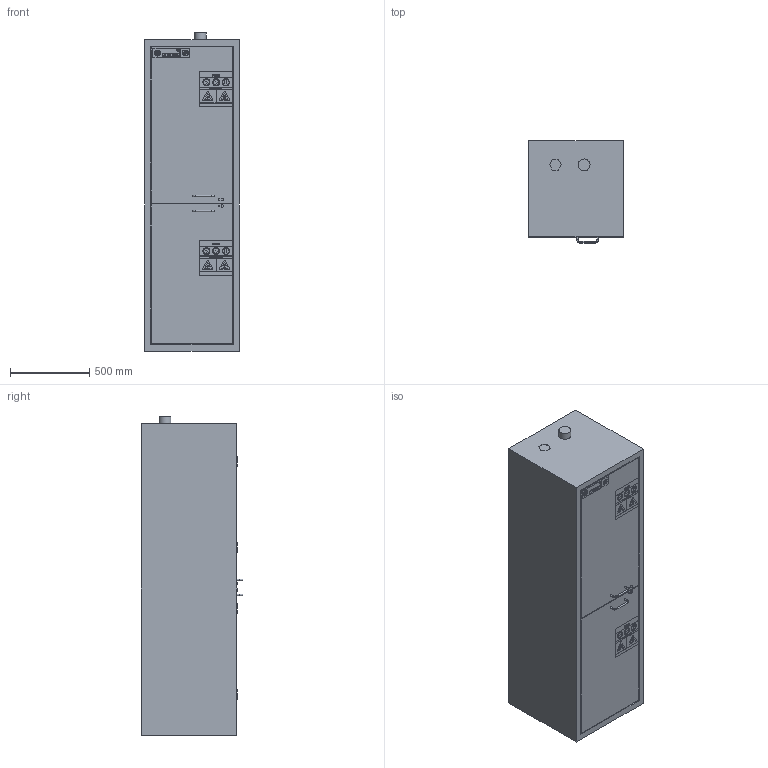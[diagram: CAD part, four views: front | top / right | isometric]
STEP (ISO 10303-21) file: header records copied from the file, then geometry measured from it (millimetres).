
FILE_DESCRIPTION(/* description */ (''),/* implementation_level */ '2;1');
FILE_NAME(/* name */ 'SL.196.060.MH_30612-001-30614_CD.stp',/* time_stamp */ '2017-05-03T10:18:48+02:00',/* author */ ('pproduktmanagement'),/* organization */ (''),/* preprocessor_version */ 'ST-DEVELOPER v16.5',/* originating_system */ 'Autodesk Inventor 2017',/* authorisation */ '');
FILE_SCHEMA (('AUTOMOTIVE_DESIGN { 1 0 10303 214 3 1 1 }'));
Length unit declared in the file: millimetre
Products named in the file (2): SL.196.060.MH_alles verbaut; SL.196.060.MH_30612-001-30614_CD
Assembly tree (1 placements, depth 2):
  SL.196.060.MH_alles verbaut
    SL.196.060.MH_30612-001-30614_CD
Bounding box: 597.76 x 642 x 2009.63 mm (x, y, z)
Volume: 244302018.7 mm3; surface area: 16359632.2 mm2
Topology: 21 solids, 21 shells, 1340 faces, 3358 edges, 2208 vertices
Faces by surface type: plane 999, bspline 255, cylinder 82, torus 4
Full cylindrical faces by diameter (mm): 10 x6, 11.65 x2, 33.8 x1, 37.8 x1, 40 x2, 45 x6, 75 x1
Entity records: 42813 total; most frequent: CARTESIAN_POINT 10971, ORIENTED_EDGE 6694, DIRECTION 5165, EDGE_CURVE 3335, LINE 2661, VECTOR 2661, VERTEX_POINT 2208, EDGE_LOOP 1527
